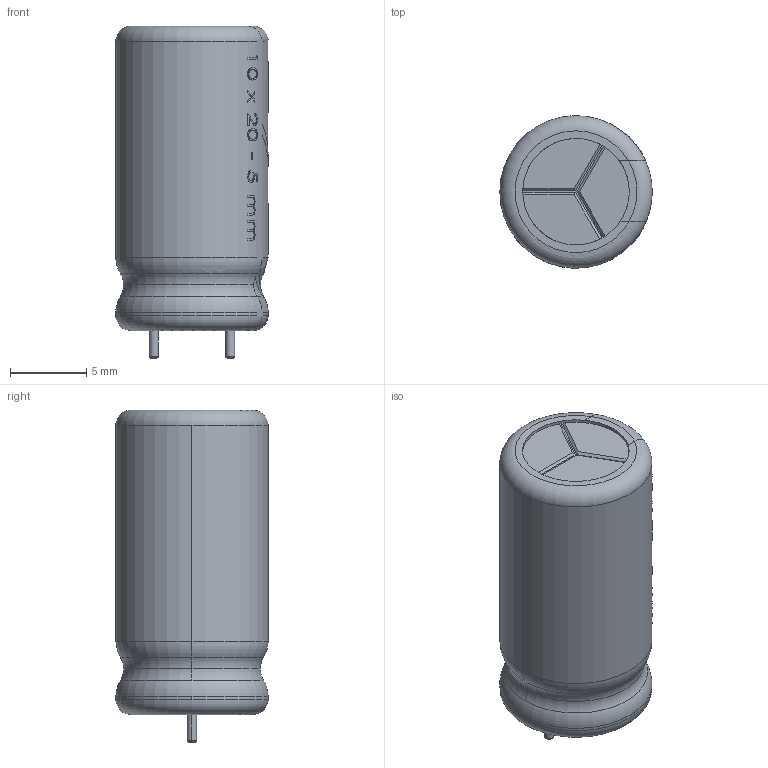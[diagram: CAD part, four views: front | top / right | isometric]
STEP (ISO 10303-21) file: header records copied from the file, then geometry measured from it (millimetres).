
FILE_DESCRIPTION (( 'STEP AP214' ), '1' );
FILE_NAME ('CAPR-PTH-10X20-S.STEP', '2018-06-13T18:06:38', ( '' ), ( '' ), 'SwSTEP 2.0', 'SolidWorks 2016', '' );
FILE_SCHEMA (( 'AUTOMOTIVE_DESIGN' ));
Length unit declared in the file: millimetre
Products named in the file (1): CAPR-PTH-10X20-S
Bounding box: 10 x 9.99 x 21.8 mm (x, y, z)
Volume: 801.8 mm3; surface area: 1262.9 mm2
Topology: 1 solids, 2 shells, 417 faces, 1090 edges, 721 vertices
Faces by surface type: plane 199, bspline 133, cylinder 59, torus 26
Entity records: 26654 total; most frequent: CARTESIAN_POINT 12889, ORIENTED_EDGE 2180, DIRECTION 1412, EDGE_CURVE 1090, VERTEX_POINT 721, AXIS2_PLACEMENT_3D 513, B_SPLINE_CURVE_WITH_KNOTS 468, EDGE_LOOP 461
